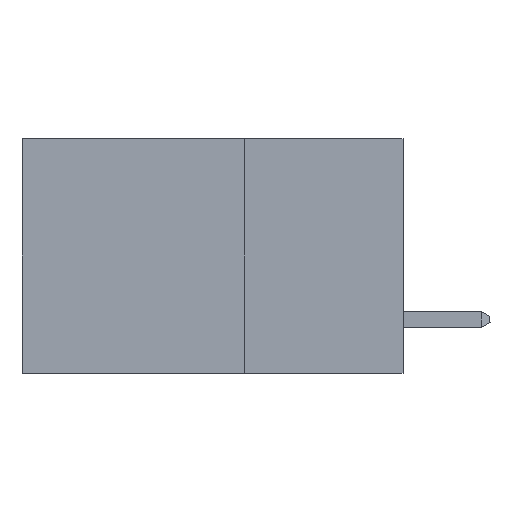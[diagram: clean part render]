
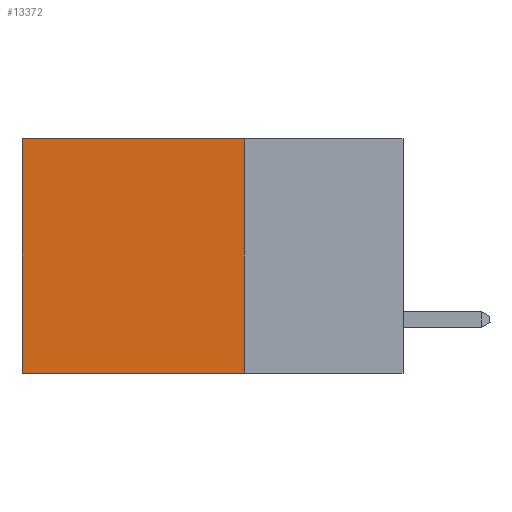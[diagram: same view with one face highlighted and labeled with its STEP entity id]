
A CAD part, left-side view. The second image highlights one B-rep face of the part: STEP entity #13372.
In plain terms, the highlighted planar face has unit normal (-1, 0, 0).
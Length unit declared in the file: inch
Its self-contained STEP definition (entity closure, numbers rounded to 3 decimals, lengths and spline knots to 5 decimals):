
#298 = VERTEX_POINT ( 'NONE', #6568 ) ;
#521 = EDGE_LOOP ( 'NONE', ( #2567, #6458, #10362, #17308 ) ) ;
#747 = VERTEX_POINT ( 'NONE', #17548 ) ;
#2041 = PLANE ( 'NONE',  #4871 ) ;
#2257 = LINE ( 'NONE', #17816, #19017 ) ;
#2504 = CARTESIAN_POINT ( 'NONE',  ( 0.2875, 0.6, 0. ) ) ;
#2567 = ORIENTED_EDGE ( 'NONE', *, *, #7286, .T. ) ;
#2750 = CARTESIAN_POINT ( 'NONE',  ( 0.2875, 0.25, -0.37 ) ) ;
#3504 = LINE ( 'NONE', #13520, #21356 ) ;
#4871 = AXIS2_PLACEMENT_3D ( 'NONE', #10614, #19415, #7181 ) ;
#6156 = DIRECTION ( 'NONE',  ( 0., 0., -1. ) ) ;
#6458 = ORIENTED_EDGE ( 'NONE', *, *, #14239, .F. ) ;
#6568 = CARTESIAN_POINT ( 'NONE',  ( 0.2875, 0.25, -0.37 ) ) ;
#7181 = DIRECTION ( 'NONE',  ( 0., 0., -1. ) ) ;
#7286 = EDGE_CURVE ( 'NONE', #12202, #747, #2257, .T. ) ;
#7311 = DIRECTION ( 'NONE',  ( 0., 0., -1. ) ) ;
#9103 = VERTEX_POINT ( 'NONE', #11440 ) ;
#10362 = ORIENTED_EDGE ( 'NONE', *, *, #10377, .F. ) ;
#10377 = EDGE_CURVE ( 'NONE', #9103, #298, #16598, .T. ) ;
#10614 = CARTESIAN_POINT ( 'NONE',  ( 0.2875, 0.25, 0. ) ) ;
#10738 = FACE_OUTER_BOUND ( 'NONE', #521, .T. ) ;
#11440 = CARTESIAN_POINT ( 'NONE',  ( 0.2875, 0.25, 0. ) ) ;
#11774 = DIRECTION ( 'NONE',  ( 0., 1., 0. ) ) ;
#12202 = VERTEX_POINT ( 'NONE', #2504 ) ;
#12366 = EDGE_CURVE ( 'NONE', #9103, #12202, #3504, .T. ) ;
#13372 = ADVANCED_FACE ( 'NONE', ( #10738 ), #2041, .F. ) ;
#13520 = CARTESIAN_POINT ( 'NONE',  ( 0.2875, 0.25, 0. ) ) ;
#14239 = EDGE_CURVE ( 'NONE', #298, #747, #20989, .T. ) ;
#15043 = VECTOR ( 'NONE', #21616, 39.37008 ) ;
#16102 = CARTESIAN_POINT ( 'NONE',  ( 0.2875, 0.25, 0. ) ) ;
#16598 = LINE ( 'NONE', #16102, #17694 ) ;
#17308 = ORIENTED_EDGE ( 'NONE', *, *, #12366, .T. ) ;
#17548 = CARTESIAN_POINT ( 'NONE',  ( 0.2875, 0.6, -0.37 ) ) ;
#17694 = VECTOR ( 'NONE', #6156, 39.37008 ) ;
#17816 = CARTESIAN_POINT ( 'NONE',  ( 0.2875, 0.6, 0. ) ) ;
#19017 = VECTOR ( 'NONE', #7311, 39.37008 ) ;
#19415 = DIRECTION ( 'NONE',  ( 1., 0., 0. ) ) ;
#20989 = LINE ( 'NONE', #2750, #15043 ) ;
#21356 = VECTOR ( 'NONE', #11774, 39.37008 ) ;
#21616 = DIRECTION ( 'NONE',  ( 0., 1., 0. ) ) ;
